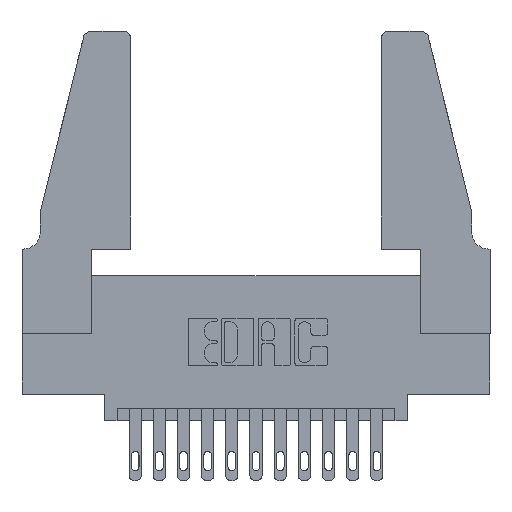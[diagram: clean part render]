
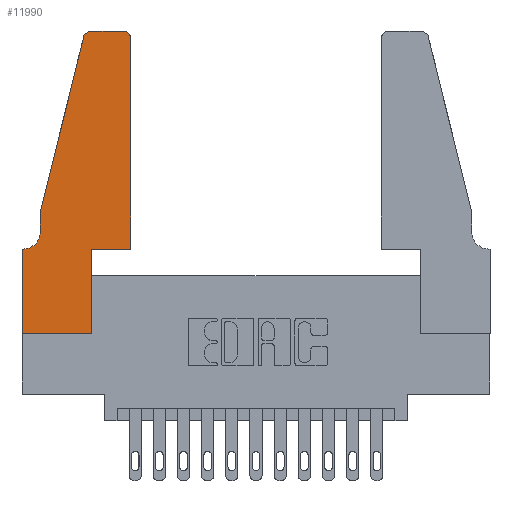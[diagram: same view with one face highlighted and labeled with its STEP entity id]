
A CAD part, top view. The second image highlights one B-rep face of the part: STEP entity #11990.
In plain terms, the highlighted planar face has unit normal (0, 0, 1).
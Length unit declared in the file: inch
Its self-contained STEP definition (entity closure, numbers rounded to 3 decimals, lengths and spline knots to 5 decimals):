
#66 = DIRECTION ( 'NONE',  ( -1., 0., 0. ) ) ;
#154 = CARTESIAN_POINT ( 'NONE',  ( 0., 0., 0.37 ) ) ;
#318 = VECTOR ( 'NONE', #5560, 39.37008 ) ;
#334 = ORIENTED_EDGE ( 'NONE', *, *, #11668, .T. ) ;
#382 = CARTESIAN_POINT ( 'NONE',  ( 0., 0.35, 0.37 ) ) ;
#440 = VERTEX_POINT ( 'NONE', #3674 ) ;
#611 = CARTESIAN_POINT ( 'NONE',  ( 0.25487, 1.22718, 0.37 ) ) ;
#834 = DIRECTION ( 'NONE',  ( 0., 0., 1. ) ) ;
#1141 = DIRECTION ( 'NONE',  ( -0.239, -0.971, 0. ) ) ;
#1167 = DIRECTION ( 'NONE',  ( 0., 1., 0. ) ) ;
#1363 = LINE ( 'NONE', #10404, #6055 ) ;
#1400 = AXIS2_PLACEMENT_3D ( 'NONE', #3225, #12353, #8936 ) ;
#1500 = PLANE ( 'NONE',  #7114 ) ;
#1917 = EDGE_CURVE ( 'NONE', #11956, #7515, #14794, .T. ) ;
#1963 = AXIS2_PLACEMENT_3D ( 'NONE', #13597, #834, #14763 ) ;
#2231 = CARTESIAN_POINT ( 'NONE',  ( 0.284, 1.25, 0.37 ) ) ;
#2233 = DIRECTION ( 'NONE',  ( -1., 0., 0. ) ) ;
#2236 = CARTESIAN_POINT ( 'NONE',  ( 0., 0., 0.37 ) ) ;
#2250 = DIRECTION ( 'NONE',  ( 0., 1., 0. ) ) ;
#2299 = ORIENTED_EDGE ( 'NONE', *, *, #12892, .T. ) ;
#2703 = ORIENTED_EDGE ( 'NONE', *, *, #11763, .T. ) ;
#2823 = VERTEX_POINT ( 'NONE', #13806 ) ;
#2841 = EDGE_CURVE ( 'NONE', #9961, #440, #6778, .T. ) ;
#3069 = ORIENTED_EDGE ( 'NONE', *, *, #12094, .T. ) ;
#3225 = CARTESIAN_POINT ( 'NONE',  ( 0.284, 1.22, 0.37 ) ) ;
#3283 = VECTOR ( 'NONE', #2250, 39.37008 ) ;
#3394 = LINE ( 'NONE', #2236, #9335 ) ;
#3452 = CIRCLE ( 'NONE', #1963, 0.03 ) ;
#3620 = DIRECTION ( 'NONE',  ( -1., 0., 0. ) ) ;
#3670 = DIRECTION ( 'NONE',  ( 0., 0., -1. ) ) ;
#3674 = CARTESIAN_POINT ( 'NONE',  ( 0.0755, 0.5, 0.37 ) ) ;
#4002 = VERTEX_POINT ( 'NONE', #8292 ) ;
#4169 = EDGE_LOOP ( 'NONE', ( #4341, #2299, #10013, #10149, #2703, #14458, #7807, #9883, #334, #7720, #7705, #3069 ) ) ;
#4170 = LINE ( 'NONE', #10183, #3283 ) ;
#4341 = ORIENTED_EDGE ( 'NONE', *, *, #9453, .T. ) ;
#4666 = CARTESIAN_POINT ( 'NONE',  ( 0., 0., 0.37 ) ) ;
#4758 = AXIS2_PLACEMENT_3D ( 'NONE', #11706, #3670, #3620 ) ;
#5245 = CIRCLE ( 'NONE', #4758, 0.07 ) ;
#5560 = DIRECTION ( 'NONE',  ( 0., -1., 0. ) ) ;
#5671 = DIRECTION ( 'NONE',  ( 1., 0., 0. ) ) ;
#6055 = VECTOR ( 'NONE', #2233, 39.37008 ) ;
#6234 = LINE ( 'NONE', #6828, #14412 ) ;
#6247 = DIRECTION ( 'NONE',  ( 1., 0., 0. ) ) ;
#6778 = LINE ( 'NONE', #6853, #9110 ) ;
#6828 = CARTESIAN_POINT ( 'NONE',  ( 0.4505, 0.35, 0.37 ) ) ;
#6853 = CARTESIAN_POINT ( 'NONE',  ( 0.0755, 0.5, 0.37 ) ) ;
#7023 = VERTEX_POINT ( 'NONE', #10491 ) ;
#7114 = AXIS2_PLACEMENT_3D ( 'NONE', #382, #9518, #6247 ) ;
#7192 = EDGE_CURVE ( 'NONE', #440, #2823, #9536, .T. ) ;
#7258 = LINE ( 'NONE', #8281, #14699 ) ;
#7475 = LINE ( 'NONE', #12506, #8583 ) ;
#7515 = VERTEX_POINT ( 'NONE', #4666 ) ;
#7705 = ORIENTED_EDGE ( 'NONE', *, *, #14798, .T. ) ;
#7720 = ORIENTED_EDGE ( 'NONE', *, *, #14812, .T. ) ;
#7807 = ORIENTED_EDGE ( 'NONE', *, *, #1917, .T. ) ;
#8089 = DIRECTION ( 'NONE',  ( 1., 0., 0. ) ) ;
#8281 = CARTESIAN_POINT ( 'NONE',  ( 0.0755, 0.35, 0.37 ) ) ;
#8292 = CARTESIAN_POINT ( 'NONE',  ( 0.4205, 1.25, 0.37 ) ) ;
#8583 = VECTOR ( 'NONE', #8089, 39.37008 ) ;
#8741 = VERTEX_POINT ( 'NONE', #2231 ) ;
#8936 = DIRECTION ( 'NONE',  ( 1., 0., 0. ) ) ;
#9110 = VECTOR ( 'NONE', #1141, 39.37008 ) ;
#9134 = VECTOR ( 'NONE', #11653, 39.37008 ) ;
#9335 = VECTOR ( 'NONE', #5671, 39.37008 ) ;
#9453 = EDGE_CURVE ( 'NONE', #4002, #8741, #1363, .T. ) ;
#9518 = DIRECTION ( 'NONE',  ( 0., 0., 1. ) ) ;
#9536 = LINE ( 'NONE', #13780, #318 ) ;
#9753 = CIRCLE ( 'NONE', #1400, 0.03 ) ;
#9883 = ORIENTED_EDGE ( 'NONE', *, *, #14192, .T. ) ;
#9961 = VERTEX_POINT ( 'NONE', #611 ) ;
#10013 = ORIENTED_EDGE ( 'NONE', *, *, #2841, .T. ) ;
#10107 = VERTEX_POINT ( 'NONE', #11412 ) ;
#10149 = ORIENTED_EDGE ( 'NONE', *, *, #7192, .T. ) ;
#10183 = CARTESIAN_POINT ( 'NONE',  ( 0.2865, 0.35, 0.37 ) ) ;
#10404 = CARTESIAN_POINT ( 'NONE',  ( 0.2605, 1.25, 0.37 ) ) ;
#10491 = CARTESIAN_POINT ( 'NONE',  ( 0.2865, 0., 0.37 ) ) ;
#10965 = CARTESIAN_POINT ( 'NONE',  ( 0.4505, 0.35, 0.37 ) ) ;
#11412 = CARTESIAN_POINT ( 'NONE',  ( 0.2865, 0.35, 0.37 ) ) ;
#11653 = DIRECTION ( 'NONE',  ( 0., -1., 0. ) ) ;
#11668 = EDGE_CURVE ( 'NONE', #7023, #10107, #4170, .T. ) ;
#11706 = CARTESIAN_POINT ( 'NONE',  ( 0.0055, 0.42, 0.37 ) ) ;
#11763 = EDGE_CURVE ( 'NONE', #2823, #14709, #5245, .T. ) ;
#11956 = VERTEX_POINT ( 'NONE', #13055 ) ;
#11990 = ADVANCED_FACE ( 'NONE', ( #12906 ), #1500, .T. ) ;
#12094 = EDGE_CURVE ( 'NONE', #12855, #4002, #3452, .T. ) ;
#12232 = EDGE_CURVE ( 'NONE', #14709, #11956, #7258, .T. ) ;
#12353 = DIRECTION ( 'NONE',  ( 0., 0., 1. ) ) ;
#12506 = CARTESIAN_POINT ( 'NONE',  ( 0.4505, 0.35, 0.37 ) ) ;
#12855 = VERTEX_POINT ( 'NONE', #14695 ) ;
#12892 = EDGE_CURVE ( 'NONE', #8741, #9961, #9753, .T. ) ;
#12906 = FACE_OUTER_BOUND ( 'NONE', #4169, .T. ) ;
#13055 = CARTESIAN_POINT ( 'NONE',  ( 0., 0.35, 0.37 ) ) ;
#13436 = CARTESIAN_POINT ( 'NONE',  ( 0.0055, 0.35, 0.37 ) ) ;
#13597 = CARTESIAN_POINT ( 'NONE',  ( 0.4205, 1.22, 0.37 ) ) ;
#13746 = VERTEX_POINT ( 'NONE', #10965 ) ;
#13780 = CARTESIAN_POINT ( 'NONE',  ( 0.0755, 0.5, 0.37 ) ) ;
#13806 = CARTESIAN_POINT ( 'NONE',  ( 0.0755, 0.42, 0.37 ) ) ;
#14192 = EDGE_CURVE ( 'NONE', #7515, #7023, #3394, .T. ) ;
#14412 = VECTOR ( 'NONE', #1167, 39.37008 ) ;
#14458 = ORIENTED_EDGE ( 'NONE', *, *, #12232, .T. ) ;
#14695 = CARTESIAN_POINT ( 'NONE',  ( 0.4505, 1.22, 0.37 ) ) ;
#14699 = VECTOR ( 'NONE', #66, 39.37008 ) ;
#14709 = VERTEX_POINT ( 'NONE', #13436 ) ;
#14763 = DIRECTION ( 'NONE',  ( 1., 0., 0. ) ) ;
#14794 = LINE ( 'NONE', #154, #9134 ) ;
#14798 = EDGE_CURVE ( 'NONE', #13746, #12855, #6234, .T. ) ;
#14812 = EDGE_CURVE ( 'NONE', #10107, #13746, #7475, .T. ) ;
